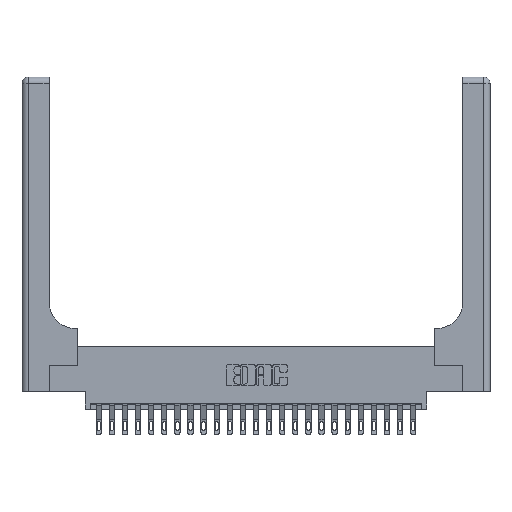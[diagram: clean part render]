
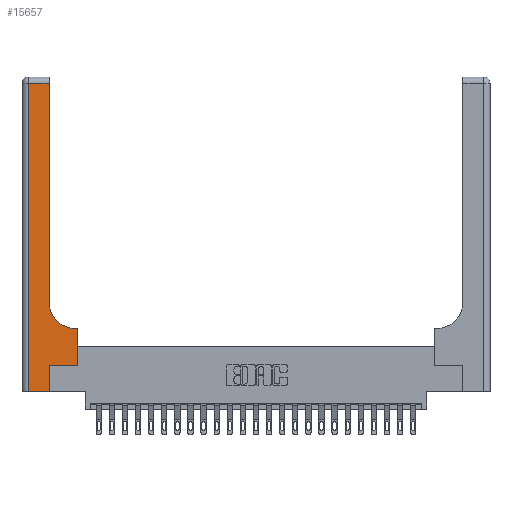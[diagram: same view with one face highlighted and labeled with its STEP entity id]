
A CAD part, top view. The second image highlights one B-rep face of the part: STEP entity #15657.
In plain terms, the highlighted planar face has unit normal (0, 0, 1).
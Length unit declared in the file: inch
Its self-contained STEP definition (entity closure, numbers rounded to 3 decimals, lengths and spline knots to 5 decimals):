
#525 = CARTESIAN_POINT ( 'NONE',  ( 0., 0., 0.37 ) ) ;
#1106 = EDGE_CURVE ( 'NONE', #16705, #9856, #11631, .T. ) ;
#1211 = VECTOR ( 'NONE', #8011, 39.37008 ) ;
#1218 = EDGE_CURVE ( 'NONE', #9856, #17294, #19215, .T. ) ;
#1357 = VERTEX_POINT ( 'NONE', #5522 ) ;
#1384 = DIRECTION ( 'NONE',  ( 0., 0., -1. ) ) ;
#1952 = VERTEX_POINT ( 'NONE', #7539 ) ;
#2318 = EDGE_CURVE ( 'NONE', #1952, #8700, #3446, .T. ) ;
#2505 = CARTESIAN_POINT ( 'NONE',  ( 0.26, 2.94, 0.37 ) ) ;
#3180 = LINE ( 'NONE', #21689, #22537 ) ;
#3296 = ORIENTED_EDGE ( 'NONE', *, *, #1106, .T. ) ;
#3446 = LINE ( 'NONE', #17744, #17811 ) ;
#3799 = VERTEX_POINT ( 'NONE', #2505 ) ;
#4230 = CARTESIAN_POINT ( 'NONE',  ( 0.528, 0.25, 0.37 ) ) ;
#4280 = CARTESIAN_POINT ( 'NONE',  ( 0.06, 0., 0.37 ) ) ;
#4632 = DIRECTION ( 'NONE',  ( -1., 0., 0. ) ) ;
#5522 = CARTESIAN_POINT ( 'NONE',  ( 0.26, 0.85, 0.37 ) ) ;
#5649 = ORIENTED_EDGE ( 'NONE', *, *, #14200, .T. ) ;
#5982 = CARTESIAN_POINT ( 'NONE',  ( 0.06, 2.94, 0.37 ) ) ;
#5987 = EDGE_CURVE ( 'NONE', #17294, #1952, #21721, .T. ) ;
#6405 = ORIENTED_EDGE ( 'NONE', *, *, #2318, .T. ) ;
#6612 = VECTOR ( 'NONE', #14226, 39.37008 ) ;
#6997 = CARTESIAN_POINT ( 'NONE',  ( 0.265, 0.25, 0.37 ) ) ;
#7263 = AXIS2_PLACEMENT_3D ( 'NONE', #20417, #9231, #22315 ) ;
#7438 = EDGE_CURVE ( 'NONE', #8700, #1357, #21056, .T. ) ;
#7539 = CARTESIAN_POINT ( 'NONE',  ( 0.528, 0.6, 0.37 ) ) ;
#8011 = DIRECTION ( 'NONE',  ( 0., 1., 0. ) ) ;
#8586 = DIRECTION ( 'NONE',  ( 0., -1., 0. ) ) ;
#8700 = VERTEX_POINT ( 'NONE', #9317 ) ;
#8776 = ORIENTED_EDGE ( 'NONE', *, *, #20582, .T. ) ;
#8826 = ORIENTED_EDGE ( 'NONE', *, *, #7438, .T. ) ;
#8974 = LINE ( 'NONE', #525, #19507 ) ;
#9194 = ORIENTED_EDGE ( 'NONE', *, *, #20860, .T. ) ;
#9231 = DIRECTION ( 'NONE',  ( 0., 0., -1. ) ) ;
#9317 = CARTESIAN_POINT ( 'NONE',  ( 0.51, 0.6, 0.37 ) ) ;
#9572 = EDGE_LOOP ( 'NONE', ( #8776, #5649, #15570, #9194, #3296, #14729, #19147, #6405, #8826 ) ) ;
#9835 = VECTOR ( 'NONE', #20081, 39.37008 ) ;
#9856 = VERTEX_POINT ( 'NONE', #21914 ) ;
#10441 = CARTESIAN_POINT ( 'NONE',  ( 0.528, 0.25, 0.37 ) ) ;
#11478 = FACE_OUTER_BOUND ( 'NONE', #9572, .T. ) ;
#11631 = LINE ( 'NONE', #19762, #6612 ) ;
#12650 = CARTESIAN_POINT ( 'NONE',  ( 0.51, 0.85, 0.37 ) ) ;
#13030 = DIRECTION ( 'NONE',  ( 0., 1., 0. ) ) ;
#13353 = LINE ( 'NONE', #24208, #22690 ) ;
#14200 = EDGE_CURVE ( 'NONE', #3799, #19577, #23227, .T. ) ;
#14226 = DIRECTION ( 'NONE',  ( 0., 1., 0. ) ) ;
#14488 = VECTOR ( 'NONE', #15605, 39.37008 ) ;
#14528 = DIRECTION ( 'NONE',  ( 1., 0., 0. ) ) ;
#14729 = ORIENTED_EDGE ( 'NONE', *, *, #1218, .T. ) ;
#15570 = ORIENTED_EDGE ( 'NONE', *, *, #17943, .T. ) ;
#15605 = DIRECTION ( 'NONE',  ( -1., 0., 0. ) ) ;
#15657 = ADVANCED_FACE ( 'NONE', ( #11478 ), #22233, .F. ) ;
#16705 = VERTEX_POINT ( 'NONE', #19647 ) ;
#17067 = VERTEX_POINT ( 'NONE', #4280 ) ;
#17294 = VERTEX_POINT ( 'NONE', #10441 ) ;
#17744 = CARTESIAN_POINT ( 'NONE',  ( 0.26, 0.6, 0.37 ) ) ;
#17811 = VECTOR ( 'NONE', #4632, 39.37008 ) ;
#17943 = EDGE_CURVE ( 'NONE', #19577, #17067, #3180, .T. ) ;
#19147 = ORIENTED_EDGE ( 'NONE', *, *, #5987, .T. ) ;
#19215 = LINE ( 'NONE', #6997, #9835 ) ;
#19507 = VECTOR ( 'NONE', #21068, 39.37008 ) ;
#19577 = VERTEX_POINT ( 'NONE', #5982 ) ;
#19647 = CARTESIAN_POINT ( 'NONE',  ( 0.265, 0., 0.37 ) ) ;
#19762 = CARTESIAN_POINT ( 'NONE',  ( 0.265, 0., 0.37 ) ) ;
#20081 = DIRECTION ( 'NONE',  ( 1., 0., 0. ) ) ;
#20417 = CARTESIAN_POINT ( 'NONE',  ( 0., 3., 0.37 ) ) ;
#20582 = EDGE_CURVE ( 'NONE', #1357, #3799, #13353, .T. ) ;
#20860 = EDGE_CURVE ( 'NONE', #17067, #16705, #8974, .T. ) ;
#21056 = CIRCLE ( 'NONE', #22986, 0.25 ) ;
#21068 = DIRECTION ( 'NONE',  ( 1., 0., 0. ) ) ;
#21445 = CARTESIAN_POINT ( 'NONE',  ( 0., 2.94, 0.37 ) ) ;
#21689 = CARTESIAN_POINT ( 'NONE',  ( 0.06, 3., 0.37 ) ) ;
#21721 = LINE ( 'NONE', #4230, #1211 ) ;
#21914 = CARTESIAN_POINT ( 'NONE',  ( 0.265, 0.25, 0.37 ) ) ;
#22233 = PLANE ( 'NONE',  #7263 ) ;
#22315 = DIRECTION ( 'NONE',  ( -1., 0., 0. ) ) ;
#22537 = VECTOR ( 'NONE', #8586, 39.37008 ) ;
#22690 = VECTOR ( 'NONE', #13030, 39.37008 ) ;
#22986 = AXIS2_PLACEMENT_3D ( 'NONE', #12650, #1384, #14528 ) ;
#23227 = LINE ( 'NONE', #21445, #14488 ) ;
#24208 = CARTESIAN_POINT ( 'NONE',  ( 0.26, 3., 0.37 ) ) ;
